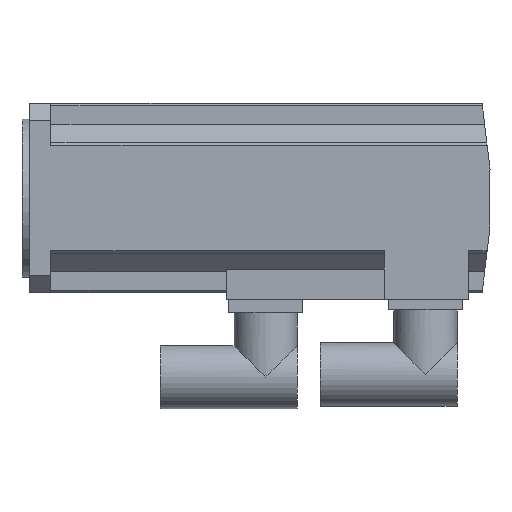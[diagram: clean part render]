
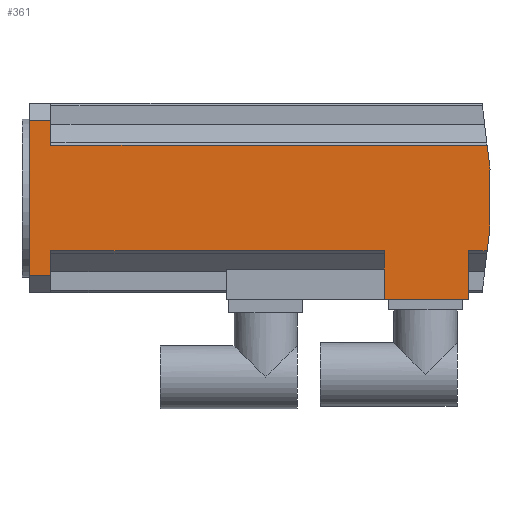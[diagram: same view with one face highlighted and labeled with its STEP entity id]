
A CAD part, front view. The second image highlights one B-rep face of the part: STEP entity #361.
In plain terms, the highlighted planar face has unit normal (0, -1, 0).
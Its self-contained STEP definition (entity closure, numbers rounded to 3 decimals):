
#44 = ORIENTED_EDGE ( 'NONE', *, *, #584, .F. ) ;
#45 = CARTESIAN_POINT ( 'NONE',  ( -16.65, 1355.496, 111.424 ) ) ;
#66 = VECTOR ( 'NONE', #136, 1000. ) ;
#72 = DIRECTION ( 'NONE',  ( -1., 0., 0. ) ) ;
#85 = VERTEX_POINT ( 'NONE', #216 ) ;
#136 = DIRECTION ( 'NONE',  ( 0., 0., -1. ) ) ;
#145 = CARTESIAN_POINT ( 'NONE',  ( -96., 1355.496, 111.424 ) ) ;
#153 = LINE ( 'NONE', #587, #637 ) ;
#176 = DIRECTION ( 'NONE',  ( -1., 0., 0. ) ) ;
#212 = EDGE_CURVE ( 'NONE', #737, #1174, #241, .T. ) ;
#216 = CARTESIAN_POINT ( 'NONE',  ( 62.5, 1355.496, 111.424 ) ) ;
#227 = DIRECTION ( 'NONE',  ( -1., 0., 0. ) ) ;
#235 = DIRECTION ( 'NONE',  ( -1., 0., 0. ) ) ;
#239 = LINE ( 'NONE', #799, #762 ) ;
#241 = LINE ( 'NONE', #45, #1158 ) ;
#245 = CARTESIAN_POINT ( 'NONE',  ( 16.5, 1355.496, 92.924 ) ) ;
#259 = VERTEX_POINT ( 'NONE', #736 ) ;
#316 = VECTOR ( 'NONE', #2290, 1000. ) ;
#331 = VERTEX_POINT ( 'NONE', #1271 ) ;
#356 = LINE ( 'NONE', #2296, #731 ) ;
#361 = ADVANCED_FACE ( 'NONE', ( #2453 ), #704, .F. ) ;
#388 = VERTEX_POINT ( 'NONE', #2287 ) ;
#427 = ORIENTED_EDGE ( 'NONE', *, *, #1918, .T. ) ;
#460 = LINE ( 'NONE', #2380, #1160 ) ;
#487 = EDGE_CURVE ( 'NONE', #259, #2234, #2132, .T. ) ;
#518 = ORIENTED_EDGE ( 'NONE', *, *, #1862, .F. ) ;
#527 = VERTEX_POINT ( 'NONE', #1606 ) ;
#553 = EDGE_CURVE ( 'NONE', #1922, #964, #239, .T. ) ;
#564 = LINE ( 'NONE', #1163, #1128 ) ;
#584 = EDGE_CURVE ( 'NONE', #331, #2076, #460, .T. ) ;
#587 = CARTESIAN_POINT ( 'NONE',  ( -16.65, 1355.496, 111.424 ) ) ;
#637 = VECTOR ( 'NONE', #176, 1000. ) ;
#658 = LINE ( 'NONE', #245, #801 ) ;
#676 = DIRECTION ( 'NONE',  ( 1., 0., 0. ) ) ;
#689 = LINE ( 'NONE', #2238, #2134 ) ;
#704 = PLANE ( 'NONE',  #915 ) ;
#719 = EDGE_CURVE ( 'NONE', #2234, #1922, #689, .T. ) ;
#731 = VECTOR ( 'NONE', #925, 1000. ) ;
#736 = CARTESIAN_POINT ( 'NONE',  ( -96., 1355.496, 151.424 ) ) ;
#737 = VERTEX_POINT ( 'NONE', #1672 ) ;
#762 = VECTOR ( 'NONE', #1232, 1000. ) ;
#784 = DIRECTION ( 'NONE',  ( 0., 0., -1. ) ) ;
#799 = CARTESIAN_POINT ( 'NONE',  ( 70.7, 1355.496, 126.924 ) ) ;
#801 = VECTOR ( 'NONE', #235, 1000. ) ;
#868 = EDGE_CURVE ( 'NONE', #2329, #85, #153, .T. ) ;
#915 = AXIS2_PLACEMENT_3D ( 'NONE', #2272, #1475, #676 ) ;
#916 = ORIENTED_EDGE ( 'NONE', *, *, #212, .F. ) ;
#925 = DIRECTION ( 'NONE',  ( 0., 0., -1. ) ) ;
#953 = LINE ( 'NONE', #1946, #1207 ) ;
#964 = VERTEX_POINT ( 'NONE', #1925 ) ;
#979 = ORIENTED_EDGE ( 'NONE', *, *, #1765, .T. ) ;
#987 = DIRECTION ( 'NONE',  ( 0., 0., 1. ) ) ;
#1022 = EDGE_LOOP ( 'NONE', ( #1091, #427, #1531, #2247, #2489, #1961, #2294, #518, #1106, #2235, #44, #1772, #916, #979 ) ) ;
#1091 = ORIENTED_EDGE ( 'NONE', *, *, #1965, .F. ) ;
#1106 = ORIENTED_EDGE ( 'NONE', *, *, #2277, .F. ) ;
#1128 = VECTOR ( 'NONE', #1175, 1000. ) ;
#1153 = DIRECTION ( 'NONE',  ( 1., 0., 0. ) ) ;
#1158 = VECTOR ( 'NONE', #227, 1000. ) ;
#1160 = VECTOR ( 'NONE', #72, 1000. ) ;
#1163 = CARTESIAN_POINT ( 'NONE',  ( 62.5, 1355.496, 102.174 ) ) ;
#1174 = VERTEX_POINT ( 'NONE', #145 ) ;
#1175 = DIRECTION ( 'NONE',  ( 0., 0., 1. ) ) ;
#1207 = VECTOR ( 'NONE', #987, 1000. ) ;
#1232 = DIRECTION ( 'NONE',  ( 0., 0., -1. ) ) ;
#1250 = VECTOR ( 'NONE', #1700, 1000. ) ;
#1271 = CARTESIAN_POINT ( 'NONE',  ( -96., 1355.496, 101.924 ) ) ;
#1323 = CARTESIAN_POINT ( 'NONE',  ( 67.64, 1355.496, 94.924 ) ) ;
#1475 = DIRECTION ( 'NONE',  ( 0., 1., 0. ) ) ;
#1531 = ORIENTED_EDGE ( 'NONE', *, *, #868, .F. ) ;
#1587 = CARTESIAN_POINT ( 'NONE',  ( -104., 1355.496, 101.924 ) ) ;
#1606 = CARTESIAN_POINT ( 'NONE',  ( 62.5, 1355.496, 92.924 ) ) ;
#1627 = CARTESIAN_POINT ( 'NONE',  ( -104., 1355.496, 160.924 ) ) ;
#1665 = CARTESIAN_POINT ( 'NONE',  ( 69.62, 1355.496, 111.424 ) ) ;
#1670 = CARTESIAN_POINT ( 'NONE',  ( -96., 1355.496, 126.924 ) ) ;
#1672 = CARTESIAN_POINT ( 'NONE',  ( 30.5, 1355.496, 111.424 ) ) ;
#1700 = DIRECTION ( 'NONE',  ( -0.119, 0., -0.993 ) ) ;
#1713 = CARTESIAN_POINT ( 'NONE',  ( -16.65, 1355.496, 151.424 ) ) ;
#1762 = EDGE_CURVE ( 'NONE', #1174, #331, #2085, .T. ) ;
#1765 = EDGE_CURVE ( 'NONE', #737, #2251, #356, .T. ) ;
#1772 = ORIENTED_EDGE ( 'NONE', *, *, #1762, .F. ) ;
#1795 = EDGE_CURVE ( 'NONE', #964, #2329, #2042, .T. ) ;
#1860 = LINE ( 'NONE', #1901, #316 ) ;
#1862 = EDGE_CURVE ( 'NONE', #388, #259, #2319, .T. ) ;
#1894 = VECTOR ( 'NONE', #1153, 1000. ) ;
#1901 = CARTESIAN_POINT ( 'NONE',  ( -16.65, 1355.496, 160.924 ) ) ;
#1914 = CARTESIAN_POINT ( 'NONE',  ( 70.7, 1355.496, 142.424 ) ) ;
#1918 = EDGE_CURVE ( 'NONE', #527, #85, #564, .T. ) ;
#1922 = VERTEX_POINT ( 'NONE', #1914 ) ;
#1924 = EDGE_CURVE ( 'NONE', #2076, #2052, #953, .T. ) ;
#1925 = CARTESIAN_POINT ( 'NONE',  ( 70.7, 1355.496, 120.424 ) ) ;
#1946 = CARTESIAN_POINT ( 'NONE',  ( -104., 1355.496, 126.924 ) ) ;
#1957 = CARTESIAN_POINT ( 'NONE',  ( -96., 1355.496, 126.924 ) ) ;
#1961 = ORIENTED_EDGE ( 'NONE', *, *, #719, .F. ) ;
#1965 = EDGE_CURVE ( 'NONE', #527, #2251, #658, .T. ) ;
#2042 = LINE ( 'NONE', #1323, #1250 ) ;
#2052 = VERTEX_POINT ( 'NONE', #1627 ) ;
#2067 = CARTESIAN_POINT ( 'NONE',  ( 69.62, 1355.496, 151.424 ) ) ;
#2076 = VERTEX_POINT ( 'NONE', #1587 ) ;
#2085 = LINE ( 'NONE', #1670, #66 ) ;
#2092 = CARTESIAN_POINT ( 'NONE',  ( 30.5, 1355.496, 92.924 ) ) ;
#2132 = LINE ( 'NONE', #1713, #1894 ) ;
#2134 = VECTOR ( 'NONE', #2267, 1000. ) ;
#2234 = VERTEX_POINT ( 'NONE', #2067 ) ;
#2235 = ORIENTED_EDGE ( 'NONE', *, *, #1924, .F. ) ;
#2238 = CARTESIAN_POINT ( 'NONE',  ( 70.76, 1355.496, 141.924 ) ) ;
#2247 = ORIENTED_EDGE ( 'NONE', *, *, #1795, .F. ) ;
#2251 = VERTEX_POINT ( 'NONE', #2092 ) ;
#2267 = DIRECTION ( 'NONE',  ( 0.119, 0., -0.993 ) ) ;
#2272 = CARTESIAN_POINT ( 'NONE',  ( -107.494, 1355.496, 162.284 ) ) ;
#2277 = EDGE_CURVE ( 'NONE', #2052, #388, #1860, .T. ) ;
#2287 = CARTESIAN_POINT ( 'NONE',  ( -96., 1355.496, 160.924 ) ) ;
#2290 = DIRECTION ( 'NONE',  ( 1., 0., 0. ) ) ;
#2294 = ORIENTED_EDGE ( 'NONE', *, *, #487, .F. ) ;
#2296 = CARTESIAN_POINT ( 'NONE',  ( 30.5, 1355.496, 102.174 ) ) ;
#2319 = LINE ( 'NONE', #1957, #2437 ) ;
#2329 = VERTEX_POINT ( 'NONE', #1665 ) ;
#2380 = CARTESIAN_POINT ( 'NONE',  ( -16.65, 1355.496, 101.924 ) ) ;
#2437 = VECTOR ( 'NONE', #784, 1000. ) ;
#2453 = FACE_OUTER_BOUND ( 'NONE', #1022, .T. ) ;
#2489 = ORIENTED_EDGE ( 'NONE', *, *, #553, .F. ) ;
